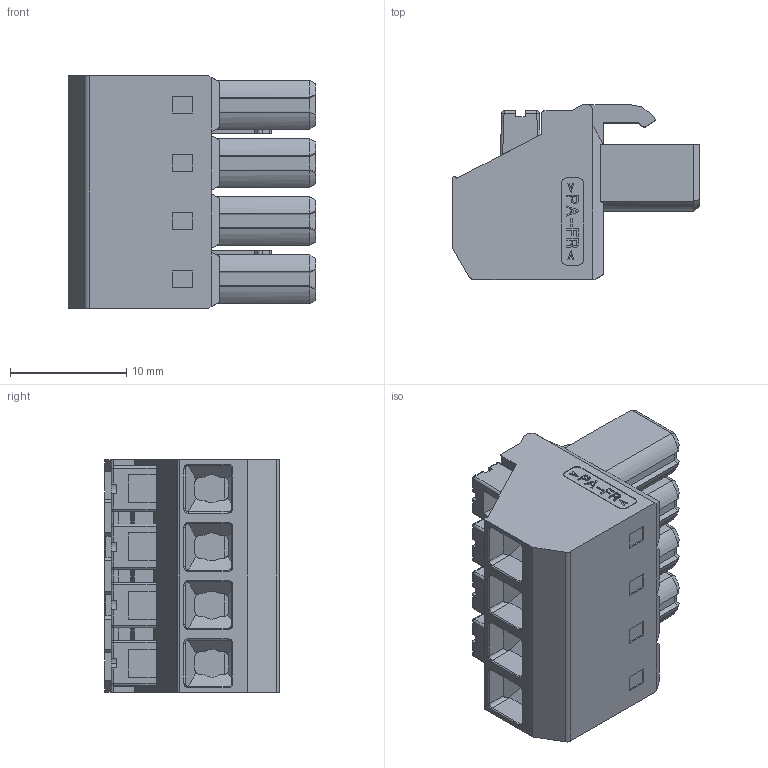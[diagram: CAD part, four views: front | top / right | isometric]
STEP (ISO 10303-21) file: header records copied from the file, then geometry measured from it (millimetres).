
FILE_DESCRIPTION(/* description */ ('Alibre Inc.'),/* implementation_level */ '2;1');
FILE_NAME(/* name */ 'export-B193D364-D4F4-4329-9FC5-6805E6FFF9D8',/* time_stamp */ '2021-11-22T07:13:41+01:00',/* author */ (''),/* organization */ (''),/* preprocessor_version */ 'ST-DEVELOPER v17',/* originating_system */ 'Alibre',/* authorisation */ '');
FILE_SCHEMA (('AUTOMOTIVE_DESIGN'));
Length unit declared in the file: millimetre
Products named in the file (1): PSPT_2.5_4-ST_TECDOC__00847838
Bounding box: 21.3 x 15 x 19.95 mm (x, y, z)
Volume: 3180.3 mm3; surface area: 3304.2 mm2
Topology: 1 solids, 1 shells, 1161 faces, 3178 edges, 2055 vertices
Faces by surface type: plane 883, cylinder 238, sphere 16, torus 16, cone 8
Entity records: 35606 total; most frequent: CARTESIAN_POINT 6761, ORIENTED_EDGE 6324, DIRECTION 5066, EDGE_CURVE 3162, VECTOR 2615, LINE 2615, VERTEX_POINT 2055, AXIS2_PLACEMENT_3D 1675
